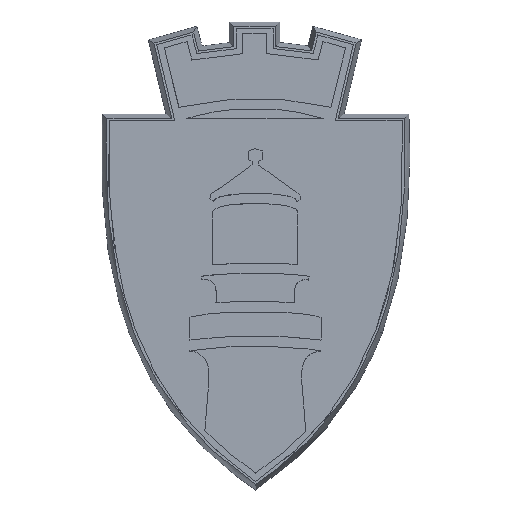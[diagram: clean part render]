
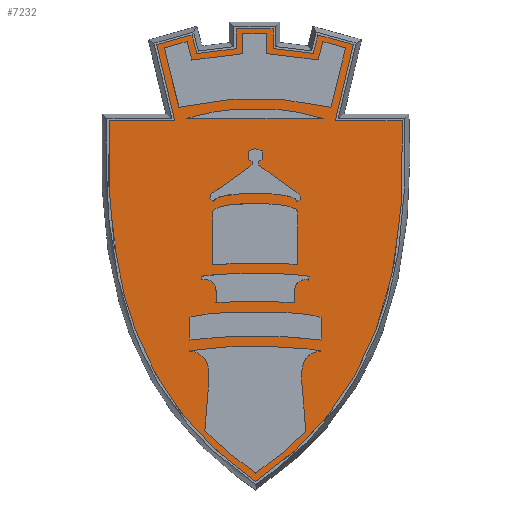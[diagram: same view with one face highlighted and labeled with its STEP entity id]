
A CAD part, top view. The second image highlights one B-rep face of the part: STEP entity #7232.
In plain terms, the highlighted free-form (B-spline) face has degree [1, 1] with [2, 2] control points.
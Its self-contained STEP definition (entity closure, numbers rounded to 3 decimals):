
#7232 = ADVANCED_FACE('',(#7233),#7368,.T.);
#7233 = FACE_BOUND('',#7234,.T.);
#7234 = EDGE_LOOP('',(#7235,#7244,#7251,#7258,#7265,#7272,#7279,#7286,
    #7293,#7300,#7307,#7314,#7321,#7328,#7340,#7352,#7361));
#7235 = ORIENTED_EDGE('',*,*,#7236,.T.);
#7236 = EDGE_CURVE('',#7237,#7239,#7241,.T.);
#7237 = VERTEX_POINT('',#7238);
#7238 = CARTESIAN_POINT('',(88.016,-28.036,0.));
#7239 = VERTEX_POINT('',#7240);
#7240 = CARTESIAN_POINT('',(68.134,-28.036,0.));
#7241 = B_SPLINE_CURVE_WITH_KNOTS('',1,(#7242,#7243),.UNSPECIFIED.,.F.,
  .F.,(2,2),(-23.31,-8.698),.PIECEWISE_BEZIER_KNOTS.);
#7242 = CARTESIAN_POINT('',(88.016,-28.036,0.));
#7243 = CARTESIAN_POINT('',(68.134,-28.036,0.));
#7244 = ORIENTED_EDGE('',*,*,#7245,.T.);
#7245 = EDGE_CURVE('',#7239,#7246,#7248,.T.);
#7246 = VERTEX_POINT('',#7247);
#7247 = CARTESIAN_POINT('',(73.489,-5.386,0.));
#7248 = B_SPLINE_CURVE_WITH_KNOTS('',1,(#7249,#7250),.UNSPECIFIED.,.F.,
  .F.,(2,2),(7.756,24.86),.PIECEWISE_BEZIER_KNOTS.);
#7249 = CARTESIAN_POINT('',(68.134,-28.036,0.));
#7250 = CARTESIAN_POINT('',(73.489,-5.386,0.));
#7251 = ORIENTED_EDGE('',*,*,#7252,.T.);
#7252 = EDGE_CURVE('',#7246,#7253,#7255,.T.);
#7253 = VERTEX_POINT('',#7254);
#7254 = CARTESIAN_POINT('',(62.952,-2.48,0.));
#7255 = B_SPLINE_CURVE_WITH_KNOTS('',1,(#7256,#7257),.UNSPECIFIED.,.F.,
  .F.,(2,2),(-8.178,-0.145),.PIECEWISE_BEZIER_KNOTS.);
#7256 = CARTESIAN_POINT('',(73.489,-5.386,0.));
#7257 = CARTESIAN_POINT('',(62.952,-2.48,0.));
#7258 = ORIENTED_EDGE('',*,*,#7259,.T.);
#7259 = EDGE_CURVE('',#7253,#7260,#7262,.T.);
#7260 = VERTEX_POINT('',#7261);
#7261 = CARTESIAN_POINT('',(61.57,-7.974,0.));
#7262 = B_SPLINE_CURVE_WITH_KNOTS('',1,(#7263,#7264),.UNSPECIFIED.,.F.,
  .F.,(2,2),(-27.103,-22.94),.PIECEWISE_BEZIER_KNOTS.);
#7263 = CARTESIAN_POINT('',(62.952,-2.48,0.));
#7264 = CARTESIAN_POINT('',(61.57,-7.974,0.));
#7265 = ORIENTED_EDGE('',*,*,#7266,.T.);
#7266 = EDGE_CURVE('',#7260,#7267,#7269,.T.);
#7267 = VERTEX_POINT('',#7268);
#7268 = CARTESIAN_POINT('',(49.625,-6.548,0.));
#7269 = B_SPLINE_CURVE_WITH_KNOTS('',1,(#7270,#7271),.UNSPECIFIED.,.F.,
  .F.,(2,2),(-8.047,0.794),.PIECEWISE_BEZIER_KNOTS.);
#7270 = CARTESIAN_POINT('',(61.57,-7.974,0.));
#7271 = CARTESIAN_POINT('',(49.625,-6.548,0.));
#7272 = ORIENTED_EDGE('',*,*,#7273,.T.);
#7273 = EDGE_CURVE('',#7267,#7274,#7276,.T.);
#7274 = VERTEX_POINT('',#7275);
#7275 = CARTESIAN_POINT('',(49.625,-0.68,0.));
#7276 = B_SPLINE_CURVE_WITH_KNOTS('',1,(#7277,#7278),.UNSPECIFIED.,.F.,
  .F.,(2,2),(20.441,24.753),.PIECEWISE_BEZIER_KNOTS.);
#7277 = CARTESIAN_POINT('',(49.625,-6.548,0.));
#7278 = CARTESIAN_POINT('',(49.625,-0.68,0.));
#7279 = ORIENTED_EDGE('',*,*,#7280,.T.);
#7280 = EDGE_CURVE('',#7274,#7281,#7283,.T.);
#7281 = VERTEX_POINT('',#7282);
#7282 = CARTESIAN_POINT('',(38.645,-0.681,0.));
#7283 = B_SPLINE_CURVE_WITH_KNOTS('',1,(#7284,#7285),.UNSPECIFIED.,.F.,
  .F.,(2,2),(-5.933,2.136),.PIECEWISE_BEZIER_KNOTS.);
#7284 = CARTESIAN_POINT('',(49.625,-0.68,0.));
#7285 = CARTESIAN_POINT('',(38.645,-0.681,0.));
#7286 = ORIENTED_EDGE('',*,*,#7287,.T.);
#7287 = EDGE_CURVE('',#7281,#7288,#7290,.T.);
#7288 = VERTEX_POINT('',#7289);
#7289 = CARTESIAN_POINT('',(38.645,-6.567,0.));
#7290 = B_SPLINE_CURVE_WITH_KNOTS('',1,(#7291,#7292),.UNSPECIFIED.,.F.,
  .F.,(2,2),(-26.916,-22.59),.PIECEWISE_BEZIER_KNOTS.);
#7291 = CARTESIAN_POINT('',(38.645,-0.681,0.));
#7292 = CARTESIAN_POINT('',(38.645,-6.567,0.));
#7293 = ORIENTED_EDGE('',*,*,#7294,.T.);
#7294 = EDGE_CURVE('',#7288,#7295,#7297,.T.);
#7295 = VERTEX_POINT('',#7296);
#7296 = CARTESIAN_POINT('',(26.98,-8.046,0.));
#7297 = B_SPLINE_CURVE_WITH_KNOTS('',1,(#7298,#7299),.UNSPECIFIED.,.F.,
  .F.,(2,2),(-5.043,3.599),.PIECEWISE_BEZIER_KNOTS.);
#7298 = CARTESIAN_POINT('',(38.645,-6.567,0.));
#7299 = CARTESIAN_POINT('',(26.98,-8.046,0.));
#7300 = ORIENTED_EDGE('',*,*,#7301,.T.);
#7301 = EDGE_CURVE('',#7295,#7302,#7304,.T.);
#7302 = VERTEX_POINT('',#7303);
#7303 = CARTESIAN_POINT('',(25.546,-2.464,0.));
#7304 = B_SPLINE_CURVE_WITH_KNOTS('',1,(#7305,#7306),.UNSPECIFIED.,.F.,
  .F.,(2,2),(20.834,25.069),.PIECEWISE_BEZIER_KNOTS.);
#7305 = CARTESIAN_POINT('',(26.98,-8.046,0.));
#7306 = CARTESIAN_POINT('',(25.546,-2.464,0.));
#7307 = ORIENTED_EDGE('',*,*,#7308,.T.);
#7308 = EDGE_CURVE('',#7302,#7309,#7311,.T.);
#7309 = VERTEX_POINT('',#7310);
#7310 = CARTESIAN_POINT('',(15.041,-5.43,0.));
#7311 = B_SPLINE_CURVE_WITH_KNOTS('',1,(#7312,#7313),.UNSPECIFIED.,.F.,
  .F.,(2,2),(-3.868,4.154),.PIECEWISE_BEZIER_KNOTS.);
#7312 = CARTESIAN_POINT('',(25.546,-2.464,0.));
#7313 = CARTESIAN_POINT('',(15.041,-5.43,0.));
#7314 = ORIENTED_EDGE('',*,*,#7315,.T.);
#7315 = EDGE_CURVE('',#7309,#7316,#7318,.T.);
#7316 = VERTEX_POINT('',#7317);
#7317 = CARTESIAN_POINT('',(20.393,-28.036,0.));
#7318 = B_SPLINE_CURVE_WITH_KNOTS('',1,(#7319,#7320),.UNSPECIFIED.,.F.,
  .F.,(2,2),(-33.416,-16.343),.PIECEWISE_BEZIER_KNOTS.);
#7319 = CARTESIAN_POINT('',(15.041,-5.43,0.));
#7320 = CARTESIAN_POINT('',(20.393,-28.036,0.));
#7321 = ORIENTED_EDGE('',*,*,#7322,.T.);
#7322 = EDGE_CURVE('',#7316,#7323,#7325,.T.);
#7323 = VERTEX_POINT('',#7324);
#7324 = CARTESIAN_POINT('',(0.911,-28.036,0.));
#7325 = B_SPLINE_CURVE_WITH_KNOTS('',1,(#7326,#7327),.UNSPECIFIED.,.F.,
  .F.,(2,2),(1.685,16.003),.PIECEWISE_BEZIER_KNOTS.);
#7326 = CARTESIAN_POINT('',(20.393,-28.036,0.));
#7327 = CARTESIAN_POINT('',(0.911,-28.036,0.));
#7328 = ORIENTED_EDGE('',*,*,#7329,.T.);
#7329 = EDGE_CURVE('',#7323,#7330,#7332,.T.);
#7330 = VERTEX_POINT('',#7331);
#7331 = CARTESIAN_POINT('',(8.784,-90.37,0.));
#7332 = B_SPLINE_CURVE_WITH_KNOTS('',3,(#7333,#7334,#7335,#7336,#7337,
    #7338,#7339),.UNSPECIFIED.,.F.,.F.,(4,3,4),(-0.993,0.,
    0.),.UNSPECIFIED.);
#7333 = CARTESIAN_POINT('',(0.911,-28.036,0.));
#7334 = CARTESIAN_POINT('',(-0.148,-53.171,0.));
#7335 = CARTESIAN_POINT('',(2.439,-73.56,0.));
#7336 = CARTESIAN_POINT('',(8.784,-90.37,0.));
#7337 = CARTESIAN_POINT('',(8.784,-90.37,0.));
#7338 = CARTESIAN_POINT('',(8.784,-90.37,0.));
#7339 = CARTESIAN_POINT('',(8.784,-90.37,0.));
#7340 = ORIENTED_EDGE('',*,*,#7341,.T.);
#7341 = EDGE_CURVE('',#7330,#7342,#7344,.T.);
#7342 = VERTEX_POINT('',#7343);
#7343 = CARTESIAN_POINT('',(44.463,-135.265,0.));
#7344 = B_SPLINE_CURVE_WITH_KNOTS('',3,(#7345,#7346,#7347,#7348,#7349,
    #7350,#7351),.UNSPECIFIED.,.F.,.F.,(4,3,4),(-1.,-1.,
    -0.006),.UNSPECIFIED.);
#7345 = CARTESIAN_POINT('',(8.784,-90.37,0.));
#7346 = CARTESIAN_POINT('',(8.784,-90.37,0.));
#7347 = CARTESIAN_POINT('',(8.784,-90.37,0.));
#7348 = CARTESIAN_POINT('',(8.784,-90.37,0.));
#7349 = CARTESIAN_POINT('',(15.788,-108.933,0.));
#7350 = CARTESIAN_POINT('',(27.438,-123.6,0.));
#7351 = CARTESIAN_POINT('',(44.463,-135.265,0.));
#7352 = ORIENTED_EDGE('',*,*,#7353,.T.);
#7353 = EDGE_CURVE('',#7342,#7354,#7356,.T.);
#7354 = VERTEX_POINT('',#7355);
#7355 = CARTESIAN_POINT('',(80.142,-90.37,0.));
#7356 = B_SPLINE_CURVE_WITH_KNOTS('',3,(#7357,#7358,#7359,#7360),
  .UNSPECIFIED.,.F.,.F.,(4,4),(-0.994,0.),
  .PIECEWISE_BEZIER_KNOTS.);
#7357 = CARTESIAN_POINT('',(44.463,-135.265,0.));
#7358 = CARTESIAN_POINT('',(61.488,-123.6,0.));
#7359 = CARTESIAN_POINT('',(73.138,-108.933,0.));
#7360 = CARTESIAN_POINT('',(80.142,-90.37,0.));
#7361 = ORIENTED_EDGE('',*,*,#7362,.T.);
#7362 = EDGE_CURVE('',#7354,#7237,#7363,.T.);
#7363 = B_SPLINE_CURVE_WITH_KNOTS('',3,(#7364,#7365,#7366,#7367),
  .UNSPECIFIED.,.F.,.F.,(4,4),(-1.,-0.007),
  .PIECEWISE_BEZIER_KNOTS.);
#7364 = CARTESIAN_POINT('',(80.142,-90.37,0.));
#7365 = CARTESIAN_POINT('',(86.485,-73.558,0.));
#7366 = CARTESIAN_POINT('',(89.072,-53.171,0.));
#7367 = CARTESIAN_POINT('',(88.016,-28.036,0.));
#7368 = B_SPLINE_SURFACE_WITH_KNOTS('',1,1,(
    (#7369,#7370)
    ,(#7371,#7372
    )),.UNSPECIFIED.,.F.,.F.,.F.,(2,2),(2,2),(-32.784,
    32.784),(-49.402,49.506),
  .PIECEWISE_BEZIER_KNOTS.);
#7369 = CARTESIAN_POINT('',(-0.148,-135.265,0.));
#7370 = CARTESIAN_POINT('',(-0.148,-0.68,0.));
#7371 = CARTESIAN_POINT('',(89.072,-135.265,0.));
#7372 = CARTESIAN_POINT('',(89.072,-0.68,0.));
